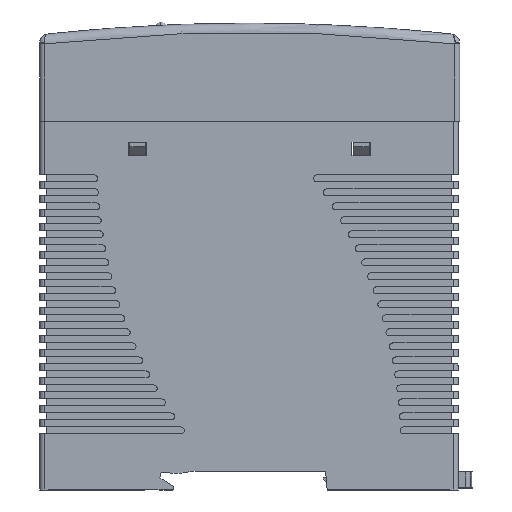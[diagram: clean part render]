
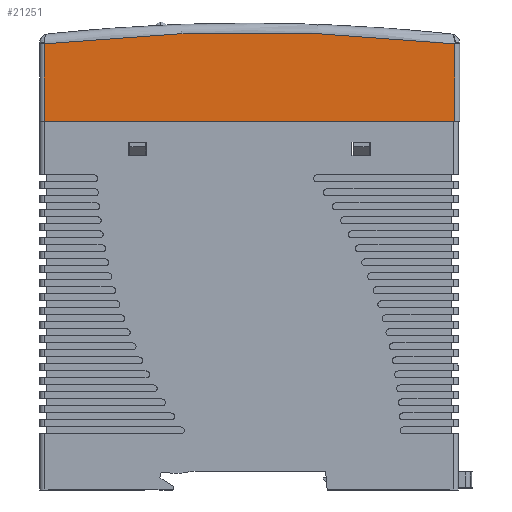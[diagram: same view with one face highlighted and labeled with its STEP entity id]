
A CAD part, left-side view. The second image highlights one B-rep face of the part: STEP entity #21251.
In plain terms, the highlighted face is planar.
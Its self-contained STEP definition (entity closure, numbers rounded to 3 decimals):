
#718 = CARTESIAN_POINT ( 'NONE',  ( 20., -44., -21. ) ) ;
#1264 = LINE ( 'NONE', #35292, #8554 ) ;
#1275 = AXIS2_PLACEMENT_3D ( 'NONE', #11925, #45710, #31042 ) ;
#7365 = CARTESIAN_POINT ( 'NONE',  ( 20., -44., -21. ) ) ;
#8094 = CARTESIAN_POINT ( 'NONE',  ( 20., 44., -21. ) ) ;
#8554 = VECTOR ( 'NONE', #46732, 1000. ) ;
#8957 = PLANE ( 'NONE',  #13639 ) ;
#10502 = VECTOR ( 'NONE', #29457, 1000. ) ;
#11925 = CARTESIAN_POINT ( 'NONE',  ( 20., 0., -401.762 ) ) ;
#13639 = AXIS2_PLACEMENT_3D ( 'NONE', #46880, #39278, #42743 ) ;
#15698 = VERTEX_POINT ( 'NONE', #718 ) ;
#16162 = CARTESIAN_POINT ( 'NONE',  ( 20., 44., -4.429 ) ) ;
#18654 = DIRECTION ( 'NONE',  ( 0., 1., 0. ) ) ;
#18843 = VERTEX_POINT ( 'NONE', #44117 ) ;
#19787 = FACE_OUTER_BOUND ( 'NONE', #30780, .T. ) ;
#20191 = ORIENTED_EDGE ( 'NONE', *, *, #44814, .T. ) ;
#20834 = VERTEX_POINT ( 'NONE', #16162 ) ;
#21251 = ADVANCED_FACE ( 'NONE', ( #19787 ), #8957, .T. ) ;
#22746 = EDGE_CURVE ( 'NONE', #20834, #18843, #36407, .T. ) ;
#28007 = EDGE_CURVE ( 'NONE', #38151, #20834, #33172, .T. ) ;
#29457 = DIRECTION ( 'NONE',  ( 0., 0., 1. ) ) ;
#30780 = EDGE_LOOP ( 'NONE', ( #40851, #20191, #47212, #46894 ) ) ;
#31042 = DIRECTION ( 'NONE',  ( 0., 0., -1. ) ) ;
#33172 = LINE ( 'NONE', #48068, #10502 ) ;
#35292 = CARTESIAN_POINT ( 'NONE',  ( 20., -44., -22. ) ) ;
#36407 = CIRCLE ( 'NONE', #1275, 399.762 ) ;
#37248 = EDGE_CURVE ( 'NONE', #15698, #18843, #1264, .T. ) ;
#38151 = VERTEX_POINT ( 'NONE', #8094 ) ;
#39171 = VECTOR ( 'NONE', #18654, 1000. ) ;
#39278 = DIRECTION ( 'NONE',  ( 1., 0., 0. ) ) ;
#40851 = ORIENTED_EDGE ( 'NONE', *, *, #37248, .F. ) ;
#41160 = LINE ( 'NONE', #7365, #39171 ) ;
#42743 = DIRECTION ( 'NONE',  ( 0., 0., -1. ) ) ;
#44117 = CARTESIAN_POINT ( 'NONE',  ( 20., -44., -4.429 ) ) ;
#44814 = EDGE_CURVE ( 'NONE', #15698, #38151, #41160, .T. ) ;
#45710 = DIRECTION ( 'NONE',  ( 1., 0., 0. ) ) ;
#46732 = DIRECTION ( 'NONE',  ( 0., 0., 1. ) ) ;
#46880 = CARTESIAN_POINT ( 'NONE',  ( 20., -44., -22. ) ) ;
#46894 = ORIENTED_EDGE ( 'NONE', *, *, #22746, .T. ) ;
#47212 = ORIENTED_EDGE ( 'NONE', *, *, #28007, .T. ) ;
#48068 = CARTESIAN_POINT ( 'NONE',  ( 20., 44., -22. ) ) ;
